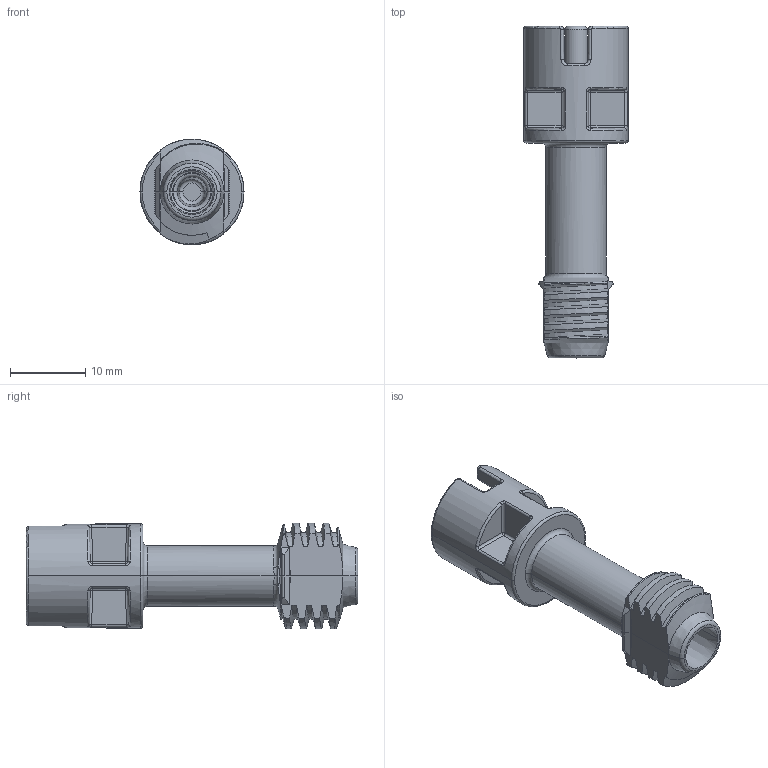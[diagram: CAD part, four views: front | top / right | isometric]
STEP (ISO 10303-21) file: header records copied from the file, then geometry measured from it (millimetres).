
FILE_DESCRIPTION((''),'2;1');
FILE_NAME('OLT42','2017-05-23T',('kjell_andersson'),(''),'CREO PARAMETRIC BY PTC INC, 2015290','CREO PARAMETRIC BY PTC INC, 2015290','');
FILE_SCHEMA(('AUTOMOTIVE_DESIGN { 1 0 10303 214 1 1 1 1 }'));
Length unit declared in the file: millimetre
Products named in the file (1): OLT42
Bounding box: 13.8 x 44 x 14 mm (x, y, z)
Volume: 2978.8 mm3; surface area: 2656.8 mm2
Topology: 1 solids, 1 shells, 239 faces, 556 edges, 316 vertices
Faces by surface type: bspline 85, cylinder 53, plane 41, torus 30, cone 18, sphere 12
Entity records: 17181 total; most frequent: CARTESIAN_POINT 11881, ORIENTED_EDGE 1088, DIRECTION 774, EDGE_CURVE 544, AXIS2_PLACEMENT_3D 318, VERTEX_POINT 316, EDGE_LOOP 248, B_SPLINE_CURVE_WITH_KNOTS 242
